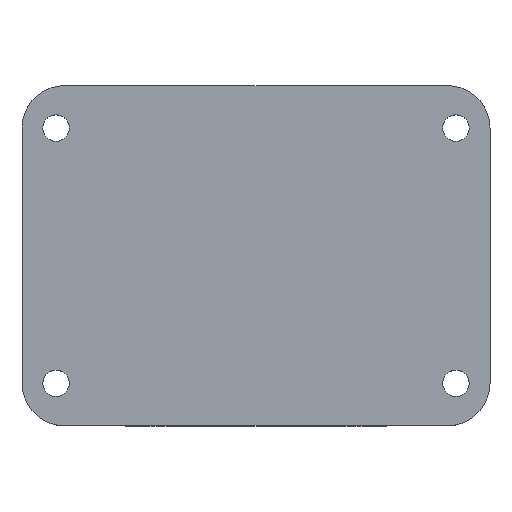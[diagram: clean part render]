
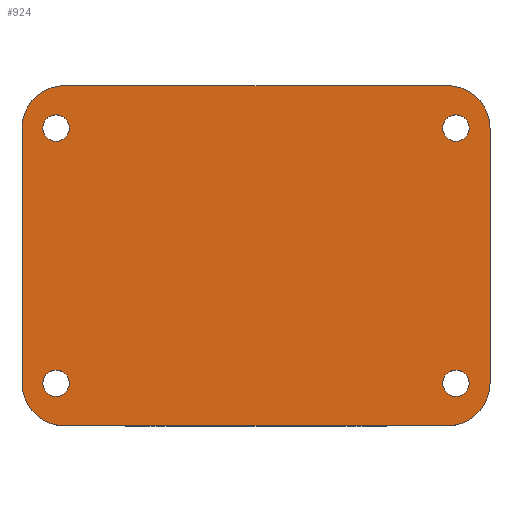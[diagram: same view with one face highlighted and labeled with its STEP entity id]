
A CAD part, top view. The second image highlights one B-rep face of the part: STEP entity #924.
In plain terms, the highlighted planar face has unit normal (0, 0, 1).
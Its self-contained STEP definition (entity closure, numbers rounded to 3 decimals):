
#2 = CARTESIAN_POINT ( 'NONE',  ( 22.5, -20., 25. ) ) ;
#10 = VERTEX_POINT ( 'NONE', #423 ) ;
#21 = EDGE_CURVE ( 'NONE', #578, #1208, #172, .T. ) ;
#35 = CIRCLE ( 'NONE', #1089, 1.55 ) ;
#36 = CIRCLE ( 'NONE', #1279, 5. ) ;
#37 = FACE_BOUND ( 'NONE', #742, .T. ) ;
#40 = VERTEX_POINT ( 'NONE', #722 ) ;
#43 = DIRECTION ( 'NONE',  ( -1., 0., 0. ) ) ;
#48 = DIRECTION ( 'NONE',  ( 0., 0., 1. ) ) ;
#53 = CARTESIAN_POINT ( 'NONE',  ( -27.5, -15., 25. ) ) ;
#54 = DIRECTION ( 'NONE',  ( 0., 0., 1. ) ) ;
#56 = ORIENTED_EDGE ( 'NONE', *, *, #862, .T. ) ;
#58 = DIRECTION ( 'NONE',  ( 0., 0., 1. ) ) ;
#61 = PLANE ( 'NONE',  #359 ) ;
#67 = CARTESIAN_POINT ( 'NONE',  ( -12.5, 20., 25. ) ) ;
#74 = ORIENTED_EDGE ( 'NONE', *, *, #442, .F. ) ;
#75 = DIRECTION ( 'NONE',  ( 0., -1., 0. ) ) ;
#89 = DIRECTION ( 'NONE',  ( 1., 0., 0. ) ) ;
#91 = VERTEX_POINT ( 'NONE', #429 ) ;
#102 = EDGE_LOOP ( 'NONE', ( #813, #821, #708, #573, #1347, #719, #74, #140 ) ) ;
#120 = CIRCLE ( 'NONE', #740, 5. ) ;
#137 = AXIS2_PLACEMENT_3D ( 'NONE', #584, #273, #886 ) ;
#140 = ORIENTED_EDGE ( 'NONE', *, *, #1174, .T. ) ;
#143 = EDGE_LOOP ( 'NONE', ( #56, #1223 ) ) ;
#160 = EDGE_LOOP ( 'NONE', ( #1348, #911 ) ) ;
#163 = CARTESIAN_POINT ( 'NONE',  ( -22.5, -15., 25. ) ) ;
#172 = CIRCLE ( 'NONE', #255, 1.55 ) ;
#180 = EDGE_LOOP ( 'NONE', ( #430, #349 ) ) ;
#192 = CARTESIAN_POINT ( 'NONE',  ( 23.5, -15., 25. ) ) ;
#205 = CIRCLE ( 'NONE', #585, 1.55 ) ;
#221 = DIRECTION ( 'NONE',  ( 0., -1., 0. ) ) ;
#228 = CIRCLE ( 'NONE', #1063, 5. ) ;
#237 = EDGE_CURVE ( 'NONE', #686, #541, #278, .T. ) ;
#241 = AXIS2_PLACEMENT_3D ( 'NONE', #1029, #907, #497 ) ;
#245 = DIRECTION ( 'NONE',  ( -1., 0., 0. ) ) ;
#255 = AXIS2_PLACEMENT_3D ( 'NONE', #192, #819, #810 ) ;
#273 = DIRECTION ( 'NONE',  ( 0., 0., -1. ) ) ;
#278 = LINE ( 'NONE', #978, #932 ) ;
#302 = CARTESIAN_POINT ( 'NONE',  ( 25.05, 15., 25. ) ) ;
#313 = EDGE_CURVE ( 'NONE', #1361, #686, #120, .T. ) ;
#332 = FACE_BOUND ( 'NONE', #160, .T. ) ;
#349 = ORIENTED_EDGE ( 'NONE', *, *, #989, .F. ) ;
#353 = VERTEX_POINT ( 'NONE', #946 ) ;
#359 = AXIS2_PLACEMENT_3D ( 'NONE', #67, #596, #1123 ) ;
#366 = CARTESIAN_POINT ( 'NONE',  ( 22.5, -15., 25. ) ) ;
#371 = VERTEX_POINT ( 'NONE', #1049 ) ;
#408 = FACE_OUTER_BOUND ( 'NONE', #102, .T. ) ;
#422 = EDGE_CURVE ( 'NONE', #40, #353, #1084, .T. ) ;
#423 = CARTESIAN_POINT ( 'NONE',  ( -21.95, -15., 25. ) ) ;
#429 = CARTESIAN_POINT ( 'NONE',  ( -21.95, 15., 25. ) ) ;
#430 = ORIENTED_EDGE ( 'NONE', *, *, #1313, .F. ) ;
#442 = EDGE_CURVE ( 'NONE', #612, #1328, #655, .T. ) ;
#444 = CIRCLE ( 'NONE', #1337, 5. ) ;
#448 = VERTEX_POINT ( 'NONE', #1154 ) ;
#455 = DIRECTION ( 'NONE',  ( 1., 0., 0. ) ) ;
#461 = FACE_BOUND ( 'NONE', #180, .T. ) ;
#475 = DIRECTION ( 'NONE',  ( 0., 0., 1. ) ) ;
#481 = DIRECTION ( 'NONE',  ( 0., 0., -1. ) ) ;
#487 = DIRECTION ( 'NONE',  ( -1., 0., 0. ) ) ;
#497 = DIRECTION ( 'NONE',  ( 1., 0., 0. ) ) ;
#508 = LINE ( 'NONE', #859, #892 ) ;
#539 = EDGE_CURVE ( 'NONE', #659, #1361, #508, .T. ) ;
#541 = VERTEX_POINT ( 'NONE', #2 ) ;
#564 = DIRECTION ( 'NONE',  ( -1., 0., 0. ) ) ;
#565 = CARTESIAN_POINT ( 'NONE',  ( -22.5, -20., 25. ) ) ;
#573 = ORIENTED_EDGE ( 'NONE', *, *, #1205, .T. ) ;
#576 = DIRECTION ( 'NONE',  ( -1., 0., 0. ) ) ;
#578 = VERTEX_POINT ( 'NONE', #652 ) ;
#584 = CARTESIAN_POINT ( 'NONE',  ( 23.5, -15., 25. ) ) ;
#585 = AXIS2_PLACEMENT_3D ( 'NONE', #1212, #48, #799 ) ;
#596 = DIRECTION ( 'NONE',  ( 0., 0., -1. ) ) ;
#607 = DIRECTION ( 'NONE',  ( -1., 0., 0. ) ) ;
#612 = VERTEX_POINT ( 'NONE', #1167 ) ;
#616 = DIRECTION ( 'NONE',  ( 1., 0., 0. ) ) ;
#637 = FACE_BOUND ( 'NONE', #143, .T. ) ;
#652 = CARTESIAN_POINT ( 'NONE',  ( 25.05, -15., 25. ) ) ;
#655 = LINE ( 'NONE', #1145, #1265 ) ;
#659 = VERTEX_POINT ( 'NONE', #1193 ) ;
#681 = CARTESIAN_POINT ( 'NONE',  ( 22.5, 20., 25. ) ) ;
#686 = VERTEX_POINT ( 'NONE', #565 ) ;
#694 = DIRECTION ( 'NONE',  ( -1., 0., 0. ) ) ;
#708 = ORIENTED_EDGE ( 'NONE', *, *, #237, .T. ) ;
#719 = ORIENTED_EDGE ( 'NONE', *, *, #786, .T. ) ;
#722 = CARTESIAN_POINT ( 'NONE',  ( 27.5, 15., 25. ) ) ;
#740 = AXIS2_PLACEMENT_3D ( 'NONE', #163, #58, #694 ) ;
#742 = EDGE_LOOP ( 'NONE', ( #1259, #782 ) ) ;
#752 = AXIS2_PLACEMENT_3D ( 'NONE', #921, #1134, #607 ) ;
#762 = CARTESIAN_POINT ( 'NONE',  ( -22.5, 15., 25. ) ) ;
#780 = CARTESIAN_POINT ( 'NONE',  ( 23.5, 15., 25. ) ) ;
#782 = ORIENTED_EDGE ( 'NONE', *, *, #1075, .F. ) ;
#786 = EDGE_CURVE ( 'NONE', #40, #1328, #228, .T. ) ;
#789 = CARTESIAN_POINT ( 'NONE',  ( 23.5, 15., 25. ) ) ;
#799 = DIRECTION ( 'NONE',  ( -1., 0., 0. ) ) ;
#803 = CIRCLE ( 'NONE', #968, 1.55 ) ;
#810 = DIRECTION ( 'NONE',  ( 1., 0., 0. ) ) ;
#813 = ORIENTED_EDGE ( 'NONE', *, *, #539, .T. ) ;
#819 = DIRECTION ( 'NONE',  ( 0., 0., -1. ) ) ;
#821 = ORIENTED_EDGE ( 'NONE', *, *, #313, .T. ) ;
#859 = CARTESIAN_POINT ( 'NONE',  ( -27.5, -20., 25. ) ) ;
#862 = EDGE_CURVE ( 'NONE', #1208, #578, #908, .T. ) ;
#866 = DIRECTION ( 'NONE',  ( 0., 0., 1. ) ) ;
#886 = DIRECTION ( 'NONE',  ( 1., 0., 0. ) ) ;
#892 = VECTOR ( 'NONE', #221, 1000. ) ;
#902 = CARTESIAN_POINT ( 'NONE',  ( -25.05, -15., 25. ) ) ;
#907 = DIRECTION ( 'NONE',  ( 0., 0., 1. ) ) ;
#908 = CIRCLE ( 'NONE', #137, 1.55 ) ;
#911 = ORIENTED_EDGE ( 'NONE', *, *, #1285, .T. ) ;
#921 = CARTESIAN_POINT ( 'NONE',  ( -23.5, -15., 25. ) ) ;
#924 = ADVANCED_FACE ( 'NONE', ( #461, #37, #637, #332, #408 ), #61, .F. ) ;
#932 = VECTOR ( 'NONE', #455, 1000. ) ;
#938 = EDGE_CURVE ( 'NONE', #371, #91, #1214, .T. ) ;
#945 = CARTESIAN_POINT ( 'NONE',  ( -23.5, 15., 25. ) ) ;
#946 = CARTESIAN_POINT ( 'NONE',  ( 27.5, -15., 25. ) ) ;
#963 = VERTEX_POINT ( 'NONE', #302 ) ;
#968 = AXIS2_PLACEMENT_3D ( 'NONE', #780, #1091, #564 ) ;
#978 = CARTESIAN_POINT ( 'NONE',  ( -12.5, -20., 25. ) ) ;
#984 = VECTOR ( 'NONE', #75, 1000. ) ;
#989 = EDGE_CURVE ( 'NONE', #10, #1018, #1168, .T. ) ;
#1018 = VERTEX_POINT ( 'NONE', #902 ) ;
#1029 = CARTESIAN_POINT ( 'NONE',  ( -23.5, 15., 25. ) ) ;
#1049 = CARTESIAN_POINT ( 'NONE',  ( -25.05, 15., 25. ) ) ;
#1063 = AXIS2_PLACEMENT_3D ( 'NONE', #1315, #54, #576 ) ;
#1075 = EDGE_CURVE ( 'NONE', #91, #371, #1308, .T. ) ;
#1084 = LINE ( 'NONE', #1150, #984 ) ;
#1088 = CARTESIAN_POINT ( 'NONE',  ( 21.95, -15., 25. ) ) ;
#1089 = AXIS2_PLACEMENT_3D ( 'NONE', #789, #481, #487 ) ;
#1091 = DIRECTION ( 'NONE',  ( 0., 0., -1. ) ) ;
#1123 = DIRECTION ( 'NONE',  ( -1., 0., 0. ) ) ;
#1134 = DIRECTION ( 'NONE',  ( 0., 0., 1. ) ) ;
#1145 = CARTESIAN_POINT ( 'NONE',  ( -12.5, 20., 25. ) ) ;
#1150 = CARTESIAN_POINT ( 'NONE',  ( 27.5, -20., 25. ) ) ;
#1154 = CARTESIAN_POINT ( 'NONE',  ( 21.95, 15., 25. ) ) ;
#1163 = DIRECTION ( 'NONE',  ( 0., 0., 1. ) ) ;
#1167 = CARTESIAN_POINT ( 'NONE',  ( -22.5, 20., 25. ) ) ;
#1168 = CIRCLE ( 'NONE', #752, 1.55 ) ;
#1174 = EDGE_CURVE ( 'NONE', #612, #659, #36, .T. ) ;
#1193 = CARTESIAN_POINT ( 'NONE',  ( -27.5, 15., 25. ) ) ;
#1205 = EDGE_CURVE ( 'NONE', #541, #353, #444, .T. ) ;
#1208 = VERTEX_POINT ( 'NONE', #1088 ) ;
#1212 = CARTESIAN_POINT ( 'NONE',  ( -23.5, -15., 25. ) ) ;
#1214 = CIRCLE ( 'NONE', #241, 1.55 ) ;
#1223 = ORIENTED_EDGE ( 'NONE', *, *, #21, .T. ) ;
#1251 = EDGE_CURVE ( 'NONE', #448, #963, #803, .T. ) ;
#1259 = ORIENTED_EDGE ( 'NONE', *, *, #938, .F. ) ;
#1265 = VECTOR ( 'NONE', #89, 1000. ) ;
#1279 = AXIS2_PLACEMENT_3D ( 'NONE', #762, #866, #245 ) ;
#1285 = EDGE_CURVE ( 'NONE', #963, #448, #35, .T. ) ;
#1299 = AXIS2_PLACEMENT_3D ( 'NONE', #945, #1163, #616 ) ;
#1308 = CIRCLE ( 'NONE', #1299, 1.55 ) ;
#1313 = EDGE_CURVE ( 'NONE', #1018, #10, #205, .T. ) ;
#1315 = CARTESIAN_POINT ( 'NONE',  ( 22.5, 15., 25. ) ) ;
#1328 = VERTEX_POINT ( 'NONE', #681 ) ;
#1337 = AXIS2_PLACEMENT_3D ( 'NONE', #366, #475, #43 ) ;
#1347 = ORIENTED_EDGE ( 'NONE', *, *, #422, .F. ) ;
#1348 = ORIENTED_EDGE ( 'NONE', *, *, #1251, .T. ) ;
#1361 = VERTEX_POINT ( 'NONE', #53 ) ;
